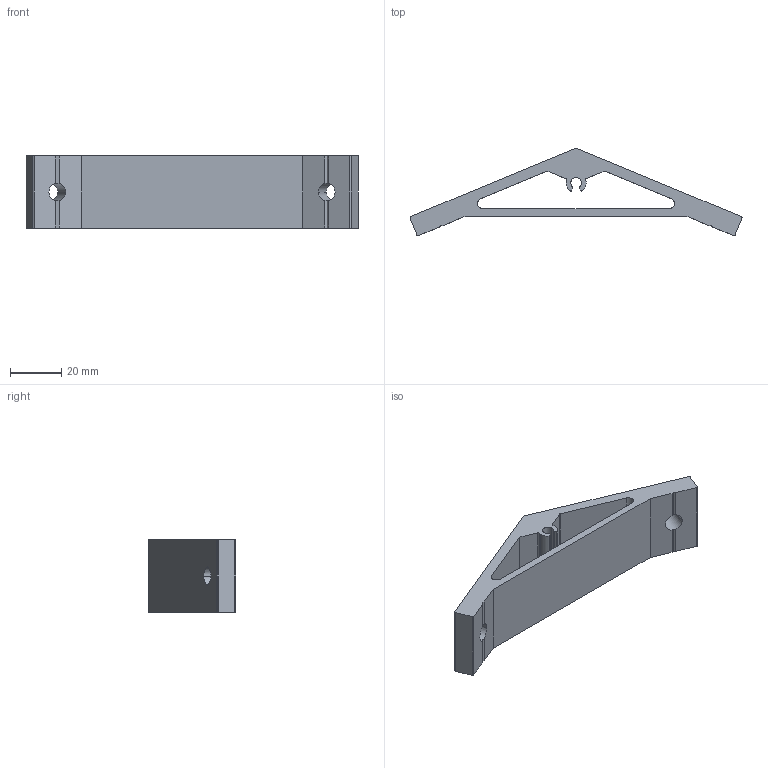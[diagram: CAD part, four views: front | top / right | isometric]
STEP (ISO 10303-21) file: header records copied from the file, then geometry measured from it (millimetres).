
FILE_DESCRIPTION (( 'STEP AP203' ), '1' );
FILE_NAME ('135du-3030-28MM.STEP', '2019-07-25T08:01:36', ( '微软用户' ), ( '微软中国' ), 'SwSTEP 2.0', 'SolidWorks 2015', '' );
FILE_SCHEMA (( 'CONFIG_CONTROL_DESIGN' ));
Length unit declared in the file: millimetre
Products named in the file (1): 135du-3030-28MM
Bounding box: 129.04 x 34 x 28 mm (x, y, z)
Volume: 30602.5 mm3; surface area: 15369.5 mm2
Topology: 1 solids, 1 shells, 55 faces, 165 edges, 110 vertices
Faces by surface type: cylinder 29, plane 26
Entity records: 1970 total; most frequent: CARTESIAN_POINT 355, DIRECTION 331, ORIENTED_EDGE 330, EDGE_CURVE 165, AXIS2_PLACEMENT_3D 118, VERTEX_POINT 110, LINE 95, VECTOR 95
